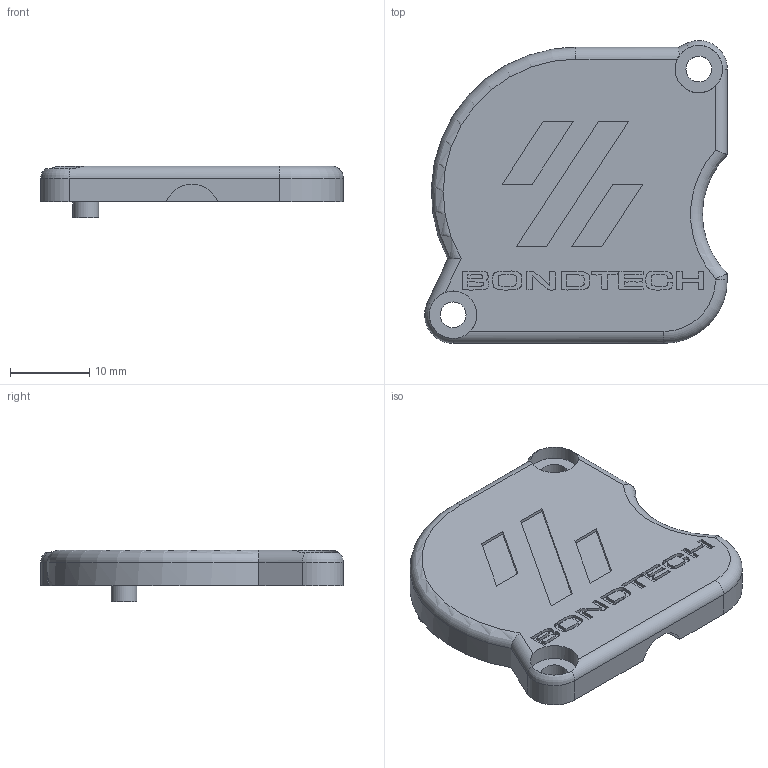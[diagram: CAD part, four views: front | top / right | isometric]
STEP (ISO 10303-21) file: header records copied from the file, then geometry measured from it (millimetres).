
FILE_DESCRIPTION(/* description */ (''),/* implementation_level */ '2;1');
FILE_NAME(/* name */ 'LGX-Lite-Mount v10.step',/* time_stamp */ '2022-03-05T17:58:57-08:00',/* author */ (''),/* organization */ (''),/* preprocessor_version */ 'ST-DEVELOPER v18.1',/* originating_system */ 'Autodesk Translation Framework v10.13.0.1454',/* authorisation */ '');
FILE_SCHEMA (('AUTOMOTIVE_DESIGN { 1 0 10303 214 3 1 1 }'));
Length unit declared in the file: millimetre
Products named in the file (1): LGX-Lite-Mount
Bounding box: 38.19 x 38.19 x 6.5 mm (x, y, z)
Volume: 4547 mm3; surface area: 3623.7 mm2
Topology: 1 solids, 1 shells, 232 faces, 603 edges, 398 vertices
Faces by surface type: plane 101, bspline 88, cylinder 34, torus 5, cone 4
Full cylindrical faces by diameter (mm): 3.25 x3, 3.5 x1, 4.05 x1, 5.75 x1, 6 x2
Entity records: 8189 total; most frequent: CARTESIAN_POINT 3291, ORIENTED_EDGE 1206, DIRECTION 777, EDGE_CURVE 603, VERTEX_POINT 398, LINE 335, VECTOR 335, EDGE_LOOP 261
